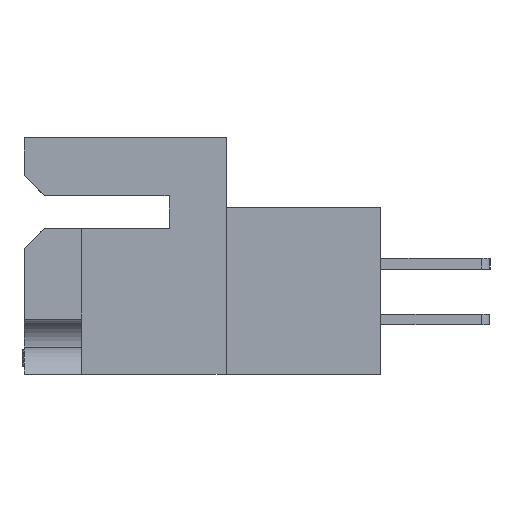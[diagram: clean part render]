
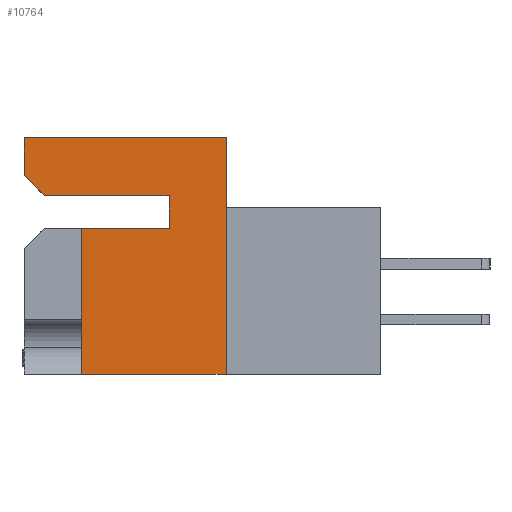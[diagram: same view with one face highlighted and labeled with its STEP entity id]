
A CAD part, left-side view. The second image highlights one B-rep face of the part: STEP entity #10764.
In plain terms, the highlighted planar face has unit normal (-1, 0, 0).
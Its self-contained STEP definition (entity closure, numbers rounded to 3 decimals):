
#256 = CARTESIAN_POINT ( 'NONE',  ( 0., 0., -5.182 ) ) ;
#264 = CARTESIAN_POINT ( 'NONE',  ( 0., 0., 0. ) ) ;
#423 = CARTESIAN_POINT ( 'NONE',  ( 0., 11.506, 0. ) ) ;
#706 = LINE ( 'NONE', #8439, #17778 ) ;
#812 = CARTESIAN_POINT ( 'NONE',  ( 0., 0., 0. ) ) ;
#1110 = VERTEX_POINT ( 'NONE', #6432 ) ;
#1201 = CARTESIAN_POINT ( 'NONE',  ( 0., 3.251, -5.182 ) ) ;
#1543 = VERTEX_POINT ( 'NONE', #423 ) ;
#3025 = DIRECTION ( 'NONE',  ( 0., 0., -1. ) ) ;
#3349 = VECTOR ( 'NONE', #6703, 1000. ) ;
#3372 = VECTOR ( 'NONE', #16014, 1000. ) ;
#3729 = CARTESIAN_POINT ( 'NONE',  ( 0., 8.255, -13.487 ) ) ;
#3965 = DIRECTION ( 'NONE',  ( 0., 0., -1. ) ) ;
#4376 = ORIENTED_EDGE ( 'NONE', *, *, #9452, .F. ) ;
#4575 = ORIENTED_EDGE ( 'NONE', *, *, #14658, .F. ) ;
#5083 = DIRECTION ( 'NONE',  ( 0., 1., 0. ) ) ;
#5406 = LINE ( 'NONE', #10533, #3372 ) ;
#5594 = LINE ( 'NONE', #256, #18574 ) ;
#5693 = EDGE_CURVE ( 'NONE', #23263, #9612, #15462, .T. ) ;
#6020 = DIRECTION ( 'NONE',  ( 0., 1., 0. ) ) ;
#6432 = CARTESIAN_POINT ( 'NONE',  ( 0., 0., -13.487 ) ) ;
#6703 = DIRECTION ( 'NONE',  ( 0., 0., 1. ) ) ;
#6820 = VECTOR ( 'NONE', #5083, 1000. ) ;
#6896 = VERTEX_POINT ( 'NONE', #1201 ) ;
#7891 = EDGE_CURVE ( 'NONE', #6896, #19950, #10396, .T. ) ;
#8262 = AXIS2_PLACEMENT_3D ( 'NONE', #264, #11386, #3965 ) ;
#8439 = CARTESIAN_POINT ( 'NONE',  ( 0., 11.506, 0. ) ) ;
#9452 = EDGE_CURVE ( 'NONE', #19950, #18601, #21839, .T. ) ;
#9612 = VERTEX_POINT ( 'NONE', #15611 ) ;
#9701 = DIRECTION ( 'NONE',  ( 0., -0.707, -0.707 ) ) ;
#9960 = DIRECTION ( 'NONE',  ( 0., 0., 1. ) ) ;
#10396 = LINE ( 'NONE', #17963, #3349 ) ;
#10533 = CARTESIAN_POINT ( 'NONE',  ( 0., 11.506, -13.487 ) ) ;
#10764 = ADVANCED_FACE ( 'NONE', ( #22993 ), #19190, .F. ) ;
#11152 = LINE ( 'NONE', #812, #24421 ) ;
#11386 = DIRECTION ( 'NONE',  ( 1., 0., 0. ) ) ;
#11702 = CARTESIAN_POINT ( 'NONE',  ( 0., 0., -3.302 ) ) ;
#12891 = CARTESIAN_POINT ( 'NONE',  ( 0., 3.251, -3.302 ) ) ;
#13829 = EDGE_CURVE ( 'NONE', #1543, #23501, #706, .T. ) ;
#13996 = VECTOR ( 'NONE', #9960, 1000. ) ;
#14033 = ORIENTED_EDGE ( 'NONE', *, *, #20711, .F. ) ;
#14063 = DIRECTION ( 'NONE',  ( 0., -1., 0. ) ) ;
#14359 = CARTESIAN_POINT ( 'NONE',  ( 0., 0., 0. ) ) ;
#14368 = ORIENTED_EDGE ( 'NONE', *, *, #16381, .F. ) ;
#14531 = ORIENTED_EDGE ( 'NONE', *, *, #18262, .T. ) ;
#14658 = EDGE_CURVE ( 'NONE', #1110, #23263, #21283, .T. ) ;
#15192 = EDGE_LOOP ( 'NONE', ( #4575, #23630, #22814, #14033, #14531, #4376, #15449, #14368, #24366 ) ) ;
#15449 = ORIENTED_EDGE ( 'NONE', *, *, #7891, .F. ) ;
#15462 = LINE ( 'NONE', #17446, #13996 ) ;
#15611 = CARTESIAN_POINT ( 'NONE',  ( 0., 8.255, -5.182 ) ) ;
#15905 = CARTESIAN_POINT ( 'NONE',  ( 0., 10.363, -3.302 ) ) ;
#16014 = DIRECTION ( 'NONE',  ( 0., 0., 1. ) ) ;
#16082 = LINE ( 'NONE', #19188, #20831 ) ;
#16381 = EDGE_CURVE ( 'NONE', #9612, #6896, #5594, .T. ) ;
#16468 = VECTOR ( 'NONE', #6020, 1000. ) ;
#16624 = CARTESIAN_POINT ( 'NONE',  ( 0., 11.506, -2.159 ) ) ;
#17162 = EDGE_CURVE ( 'NONE', #23501, #1110, #11152, .T. ) ;
#17446 = CARTESIAN_POINT ( 'NONE',  ( 0., 8.255, -5.182 ) ) ;
#17778 = VECTOR ( 'NONE', #14063, 1000. ) ;
#17963 = CARTESIAN_POINT ( 'NONE',  ( 0., 3.251, -5.182 ) ) ;
#18262 = EDGE_CURVE ( 'NONE', #23949, #18601, #16082, .T. ) ;
#18574 = VECTOR ( 'NONE', #19265, 1000. ) ;
#18601 = VERTEX_POINT ( 'NONE', #15905 ) ;
#19188 = CARTESIAN_POINT ( 'NONE',  ( 0., 10.363, -3.302 ) ) ;
#19190 = PLANE ( 'NONE',  #8262 ) ;
#19265 = DIRECTION ( 'NONE',  ( 0., -1., 0. ) ) ;
#19950 = VERTEX_POINT ( 'NONE', #12891 ) ;
#20711 = EDGE_CURVE ( 'NONE', #23949, #1543, #5406, .T. ) ;
#20831 = VECTOR ( 'NONE', #9701, 1000. ) ;
#21283 = LINE ( 'NONE', #23634, #6820 ) ;
#21839 = LINE ( 'NONE', #11702, #16468 ) ;
#22814 = ORIENTED_EDGE ( 'NONE', *, *, #13829, .F. ) ;
#22993 = FACE_OUTER_BOUND ( 'NONE', #15192, .T. ) ;
#23263 = VERTEX_POINT ( 'NONE', #3729 ) ;
#23501 = VERTEX_POINT ( 'NONE', #14359 ) ;
#23630 = ORIENTED_EDGE ( 'NONE', *, *, #17162, .F. ) ;
#23634 = CARTESIAN_POINT ( 'NONE',  ( 0., -8.814, -13.487 ) ) ;
#23949 = VERTEX_POINT ( 'NONE', #16624 ) ;
#24366 = ORIENTED_EDGE ( 'NONE', *, *, #5693, .F. ) ;
#24421 = VECTOR ( 'NONE', #3025, 1000. ) ;
